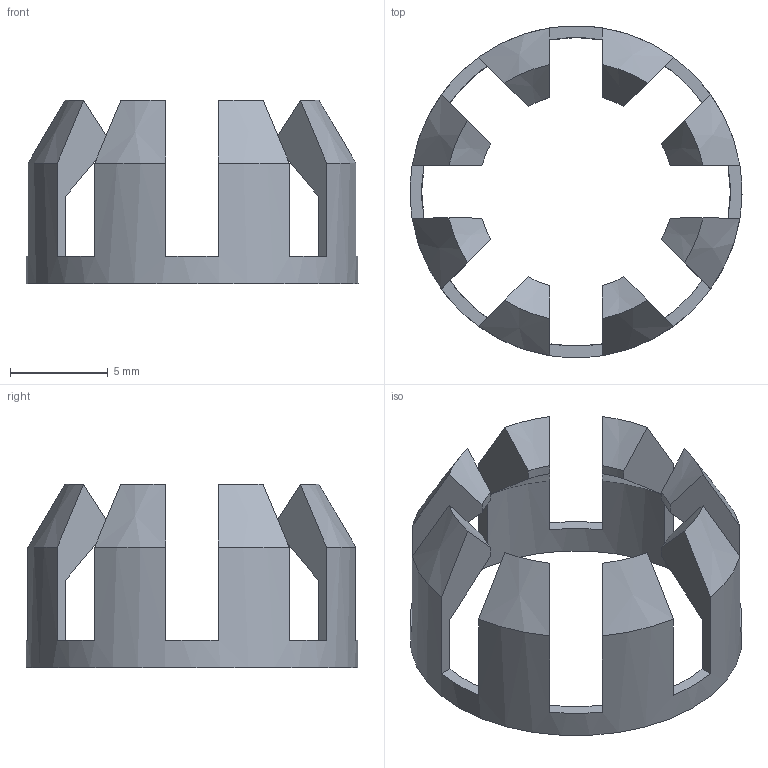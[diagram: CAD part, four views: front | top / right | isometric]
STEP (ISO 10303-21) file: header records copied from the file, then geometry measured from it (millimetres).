
FILE_DESCRIPTION(/* description */ (''),/* implementation_level */ '2;1');
FILE_NAME(/* name */ '52040219_KK 11.stp',/* time_stamp */ '2016-01-04T14:25:02+01:00',/* author */ ('arempel'),/* organization */ ('Fa. Bopla'),/* preprocessor_version */ 'ST-DEVELOPER v16.1',/* originating_system */ 'Autodesk Inventor 2016',/* authorisation */ '');
FILE_SCHEMA (('AUTOMOTIVE_DESIGN { 1 0 10303 214 3 1 1 }'));
Length unit declared in the file: millimetre
Products named in the file (1): KK 11_3Dsym
Bounding box: 17 x 16.99 x 9.4 mm (x, y, z)
Volume: 292.6 mm3; surface area: 812.8 mm2
Topology: 1 solids, 1 shells, 59 faces, 174 edges, 116 vertices
Faces by surface type: plane 25, cone 24, cylinder 10
Full cylindrical faces by diameter (mm): 15.8 x1, 17 x1
Entity records: 1938 total; most frequent: CARTESIAN_POINT 440, ORIENTED_EDGE 340, DIRECTION 300, EDGE_CURVE 170, AXIS2_PLACEMENT_3D 118, VERTEX_POINT 114, LINE 64, VECTOR 64
